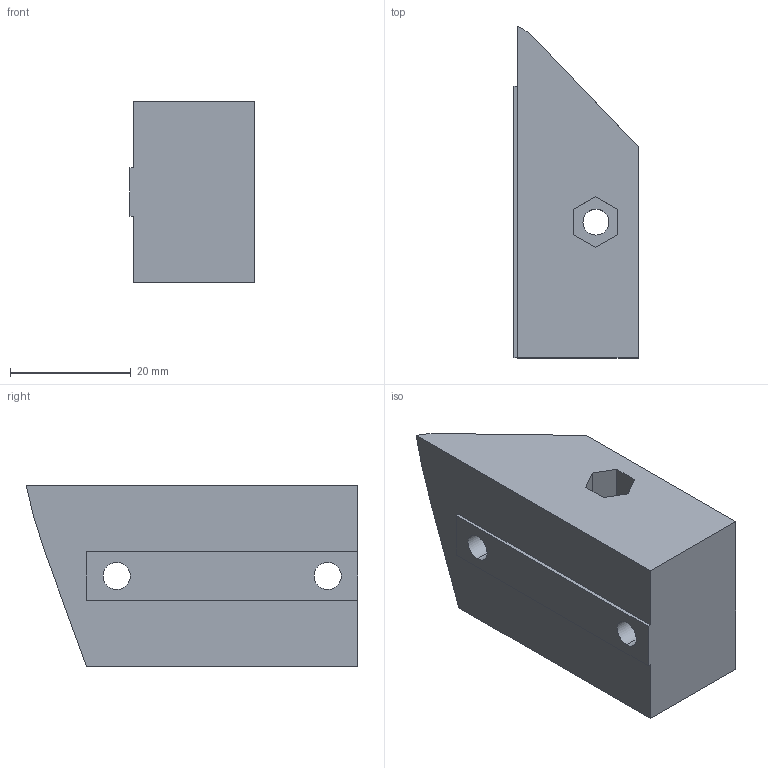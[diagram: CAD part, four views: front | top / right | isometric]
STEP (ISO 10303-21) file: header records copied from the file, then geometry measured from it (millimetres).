
FILE_DESCRIPTION (( 'STEP AP214' ), '1' );
FILE_NAME ('OA-Y10-P07-00.STEP', '2018-10-14T12:47:07', ( '' ), ( '' ), 'SwSTEP 2.0', 'SolidWorks 2014', '' );
FILE_SCHEMA (( 'AUTOMOTIVE_DESIGN' ));
Length unit declared in the file: millimetre
Products named in the file (1): OA-Y10-P07-00
Bounding box: 20.6 x 55.01 x 30 mm (x, y, z)
Volume: 22321.1 mm3; surface area: 7690.2 mm2
Topology: 1 solids, 1 shells, 47 faces, 117 edges, 78 vertices
Faces by surface type: plane 27, cylinder 16, cone 4
Entity records: 1457 total; most frequent: CARTESIAN_POINT 264, DIRECTION 242, ORIENTED_EDGE 234, EDGE_CURVE 117, AXIS2_PLACEMENT_3D 84, VERTEX_POINT 78, VECTOR 74, LINE 74
